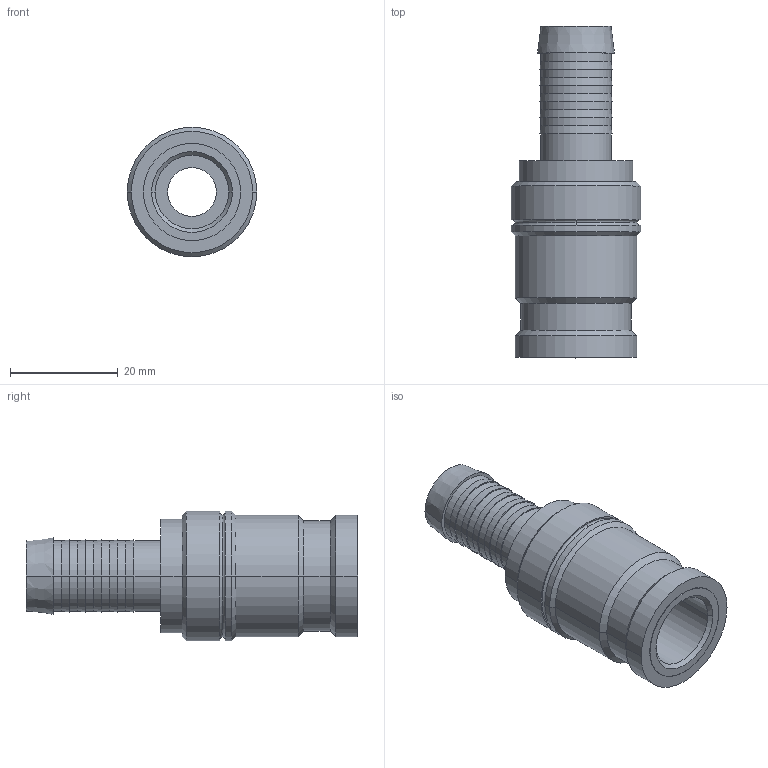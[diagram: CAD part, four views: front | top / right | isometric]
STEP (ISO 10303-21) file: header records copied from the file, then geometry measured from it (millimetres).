
FILE_DESCRIPTION(('STEP AP214'),'1');
FILE_NAME('esdf_13_tlab.stp','2020-04-22T06:13:29',('TraceParts'),('TraceParts S.A.'),'Spatial InterOp 3D',' ',' ');
FILE_SCHEMA(('automotive_design'));
Length unit declared in the file: millimetre
Products named in the file (1): 1
Bounding box: 24 x 61.5 x 24 mm (x, y, z)
Volume: 12533.7 mm3; surface area: 6467.2 mm2
Topology: 1 solids, 1 shells, 70 faces, 142 edges, 86 vertices
Faces by surface type: cylinder 30, cone 22, plane 14, torus 4
Entity records: 2428 total; most frequent: DIRECTION 374, CARTESIAN_POINT 299, ORIENTED_EDGE 284, AXIS2_PLACEMENT_3D 161, EDGE_CURVE 142, CIRCLE 90, VERTEX_POINT 86, EDGE_LOOP 84
